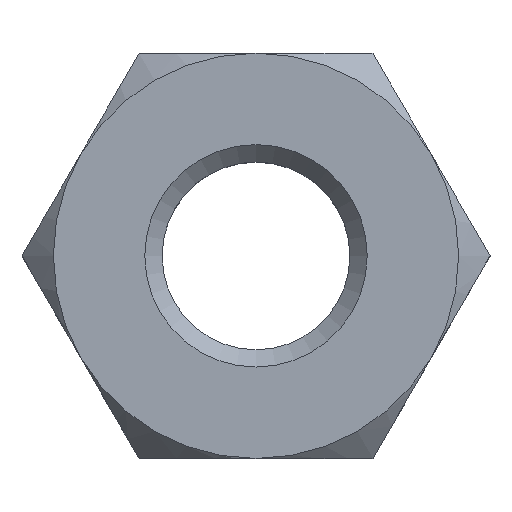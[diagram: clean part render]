
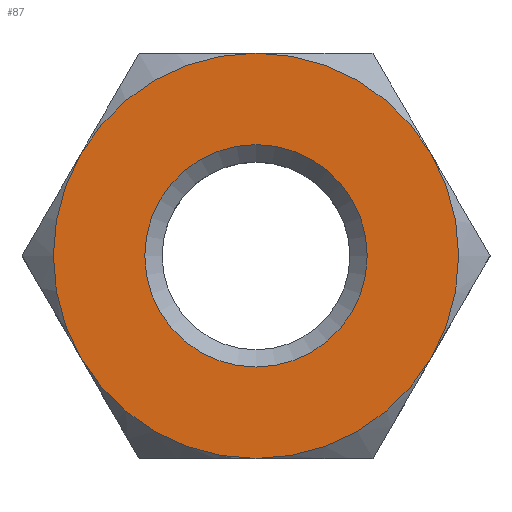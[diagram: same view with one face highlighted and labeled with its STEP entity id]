
A CAD part, top view. The second image highlights one B-rep face of the part: STEP entity #87.
In plain terms, the highlighted planar face has unit normal (0, 0, 1).
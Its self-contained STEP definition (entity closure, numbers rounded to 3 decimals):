
#87 = ADVANCED_FACE( '', ( #174, #175 ), #176, .F. );
#174 = FACE_BOUND( '', #255, .T. );
#175 = FACE_OUTER_BOUND( '', #256, .T. );
#176 = PLANE( '', #257 );
#255 = EDGE_LOOP( '', ( #422 ) );
#256 = EDGE_LOOP( '', ( #423, #424, #425, #426, #427, #428 ) );
#257 = AXIS2_PLACEMENT_3D( '', #429, #430, #431 );
#422 = ORIENTED_EDGE( '', *, *, #504, .T. );
#423 = ORIENTED_EDGE( '', *, *, #492, .F. );
#424 = ORIENTED_EDGE( '', *, *, #486, .F. );
#425 = ORIENTED_EDGE( '', *, *, #479, .F. );
#426 = ORIENTED_EDGE( '', *, *, #467, .F. );
#427 = ORIENTED_EDGE( '', *, *, #501, .F. );
#428 = ORIENTED_EDGE( '', *, *, #514, .F. );
#429 = CARTESIAN_POINT( '', ( 0., 0., 1.6 ) );
#430 = DIRECTION( '', ( 0., 0., -1. ) );
#431 = DIRECTION( '', ( -1., 0., 0. ) );
#467 = EDGE_CURVE( '', #549, #546, #551, .T. );
#479 = EDGE_CURVE( '', #546, #542, #567, .T. );
#486 = EDGE_CURVE( '', #542, #558, #576, .T. );
#492 = EDGE_CURVE( '', #558, #581, #583, .T. );
#501 = EDGE_CURVE( '', #592, #549, #594, .T. );
#504 = EDGE_CURVE( '', #597, #597, #598, .T. );
#514 = EDGE_CURVE( '', #581, #592, #611, .T. );
#542 = VERTEX_POINT( '', #653 );
#546 = VERTEX_POINT( '', #669 );
#549 = VERTEX_POINT( '', #679 );
#551 = CIRCLE( '', #688, 3.5 );
#558 = VERTEX_POINT( '', #708 );
#567 = CIRCLE( '', #750, 3.5 );
#576 = CIRCLE( '', #771, 3.5 );
#581 = VERTEX_POINT( '', #783 );
#583 = CIRCLE( '', #792, 3.5 );
#592 = VERTEX_POINT( '', #815 );
#594 = CIRCLE( '', #824, 3.5 );
#597 = VERTEX_POINT( '', #827 );
#598 = CIRCLE( '', #828, 1.921 );
#611 = CIRCLE( '', #861, 3.5 );
#653 = CARTESIAN_POINT( '', ( -3.031, -1.75, 1.6 ) );
#669 = CARTESIAN_POINT( '', ( 0., -3.5, 1.6 ) );
#679 = CARTESIAN_POINT( '', ( 3.031, -1.75, 1.6 ) );
#688 = AXIS2_PLACEMENT_3D( '', #893, #894, #895 );
#708 = CARTESIAN_POINT( '', ( -3.031, 1.75, 1.6 ) );
#750 = AXIS2_PLACEMENT_3D( '', #897, #898, #899 );
#771 = AXIS2_PLACEMENT_3D( '', #902, #903, #904 );
#783 = CARTESIAN_POINT( '', ( 0., 3.5, 1.6 ) );
#792 = AXIS2_PLACEMENT_3D( '', #905, #906, #907 );
#815 = CARTESIAN_POINT( '', ( 3.031, 1.75, 1.6 ) );
#824 = AXIS2_PLACEMENT_3D( '', #911, #912, #913 );
#827 = CARTESIAN_POINT( '', ( 1.921, 0., 1.6 ) );
#828 = AXIS2_PLACEMENT_3D( '', #914, #915, #916 );
#861 = AXIS2_PLACEMENT_3D( '', #921, #922, #923 );
#893 = CARTESIAN_POINT( '', ( 0., 0., 1.6 ) );
#894 = DIRECTION( '', ( 0., 0., -1. ) );
#895 = DIRECTION( '', ( -1., 0., 0. ) );
#897 = CARTESIAN_POINT( '', ( 0., 0., 1.6 ) );
#898 = DIRECTION( '', ( 0., 0., -1. ) );
#899 = DIRECTION( '', ( -1., 0., 0. ) );
#902 = CARTESIAN_POINT( '', ( 0., 0., 1.6 ) );
#903 = DIRECTION( '', ( 0., 0., -1. ) );
#904 = DIRECTION( '', ( -1., 0., 0. ) );
#905 = CARTESIAN_POINT( '', ( 0., 0., 1.6 ) );
#906 = DIRECTION( '', ( 0., 0., -1. ) );
#907 = DIRECTION( '', ( -1., 0., 0. ) );
#911 = CARTESIAN_POINT( '', ( 0., 0., 1.6 ) );
#912 = DIRECTION( '', ( 0., 0., -1. ) );
#913 = DIRECTION( '', ( -1., 0., 0. ) );
#914 = CARTESIAN_POINT( '', ( 0., 0., 1.6 ) );
#915 = DIRECTION( '', ( 0., 0., -1. ) );
#916 = DIRECTION( '', ( 1., 0., 0. ) );
#921 = CARTESIAN_POINT( '', ( 0., 0., 1.6 ) );
#922 = DIRECTION( '', ( 0., 0., -1. ) );
#923 = DIRECTION( '', ( -1., 0., 0. ) );
